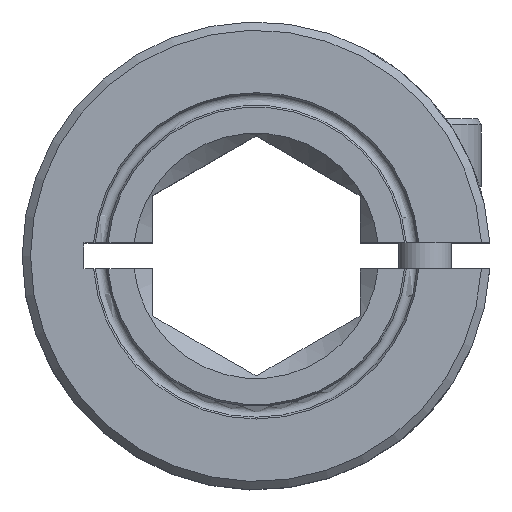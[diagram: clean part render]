
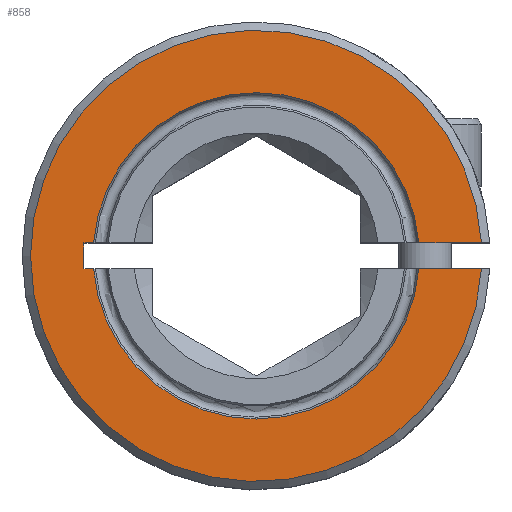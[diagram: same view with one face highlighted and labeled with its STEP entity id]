
A CAD part, top view. The second image highlights one B-rep face of the part: STEP entity #858.
In plain terms, the highlighted planar face has unit normal (0, 0, 1).
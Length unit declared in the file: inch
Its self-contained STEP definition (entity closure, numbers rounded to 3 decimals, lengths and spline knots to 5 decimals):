
#30=PLANE('',#990);
#125=FACE_OUTER_BOUND('',#175,.T.);
#175=EDGE_LOOP('',(#614,#615,#616,#617,#618,#619,#620,#621));
#229=LINE('',#1419,#282);
#230=LINE('',#1421,#283);
#231=LINE('',#1424,#284);
#232=LINE('',#1426,#285);
#233=LINE('',#1429,#286);
#282=VECTOR('',#1107,39.37008);
#283=VECTOR('',#1108,39.37008);
#284=VECTOR('',#1111,39.37008);
#285=VECTOR('',#1112,39.37008);
#286=VECTOR('',#1115,39.37008);
#330=CIRCLE('',#976,0.5425);
#340=CIRCLE('',#991,0.39232);
#341=CIRCLE('',#992,0.39232);
#371=VERTEX_POINT('',#1380);
#372=VERTEX_POINT('',#1381);
#383=VERTEX_POINT('',#1417);
#384=VERTEX_POINT('',#1418);
#385=VERTEX_POINT('',#1420);
#386=VERTEX_POINT('',#1422);
#387=VERTEX_POINT('',#1425);
#388=VERTEX_POINT('',#1427);
#461=EDGE_CURVE('',#371,#372,#330,.T.);
#477=EDGE_CURVE('',#383,#384,#229,.T.);
#478=EDGE_CURVE('',#383,#385,#230,.T.);
#479=EDGE_CURVE('',#386,#385,#340,.T.);
#480=EDGE_CURVE('',#386,#371,#231,.T.);
#481=EDGE_CURVE('',#372,#387,#232,.T.);
#482=EDGE_CURVE('',#388,#387,#341,.T.);
#483=EDGE_CURVE('',#384,#388,#233,.T.);
#614=ORIENTED_EDGE('',*,*,#477,.F.);
#615=ORIENTED_EDGE('',*,*,#478,.T.);
#616=ORIENTED_EDGE('',*,*,#479,.F.);
#617=ORIENTED_EDGE('',*,*,#480,.T.);
#618=ORIENTED_EDGE('',*,*,#461,.T.);
#619=ORIENTED_EDGE('',*,*,#481,.T.);
#620=ORIENTED_EDGE('',*,*,#482,.F.);
#621=ORIENTED_EDGE('',*,*,#483,.F.);
#858=ADVANCED_FACE('',(#125),#30,.T.);
#976=AXIS2_PLACEMENT_3D('',#1382,#1073,#1074);
#990=AXIS2_PLACEMENT_3D('',#1416,#1105,#1106);
#991=AXIS2_PLACEMENT_3D('',#1423,#1109,#1110);
#992=AXIS2_PLACEMENT_3D('',#1428,#1113,#1114);
#1073=DIRECTION('center_axis',(0.,0.,1.));
#1074=DIRECTION('ref_axis',(1.,0.,0.));
#1105=DIRECTION('center_axis',(0.,0.,1.));
#1106=DIRECTION('ref_axis',(1.,0.,0.));
#1107=DIRECTION('',(0.,-1.,0.));
#1108=DIRECTION('',(1.,0.,0.));
#1109=DIRECTION('center_axis',(0.,0.,1.));
#1110=DIRECTION('ref_axis',(1.,0.,0.));
#1111=DIRECTION('',(1.,0.,0.));
#1112=DIRECTION('',(-1.,0.,0.));
#1113=DIRECTION('center_axis',(0.,0.,1.));
#1114=DIRECTION('ref_axis',(1.,0.,0.));
#1115=DIRECTION('',(1.,0.,0.));
#1380=CARTESIAN_POINT('',(0.5416,0.03125,0.406));
#1381=CARTESIAN_POINT('',(0.5416,-0.03125,0.406));
#1382=CARTESIAN_POINT('Origin',(0.,0.,0.406));
#1416=CARTESIAN_POINT('Origin',(0.,0.,0.406));
#1417=CARTESIAN_POINT('',(-0.414,0.03125,0.406));
#1418=CARTESIAN_POINT('',(-0.414,-0.03125,0.406));
#1419=CARTESIAN_POINT('',(-0.414,0.03125,0.406));
#1420=CARTESIAN_POINT('',(-0.39107,0.03125,0.406));
#1421=CARTESIAN_POINT('',(-0.414,0.03125,0.406));
#1422=CARTESIAN_POINT('',(0.39107,0.03125,0.406));
#1423=CARTESIAN_POINT('Origin',(0.,0.,0.406));
#1424=CARTESIAN_POINT('',(0.56163,0.03125,0.406));
#1425=CARTESIAN_POINT('',(0.39107,-0.03125,0.406));
#1426=CARTESIAN_POINT('',(0.25,-0.03125,0.406));
#1427=CARTESIAN_POINT('',(-0.39107,-0.03125,0.406));
#1428=CARTESIAN_POINT('Origin',(0.,0.,0.406));
#1429=CARTESIAN_POINT('',(-0.414,-0.03125,0.406));
